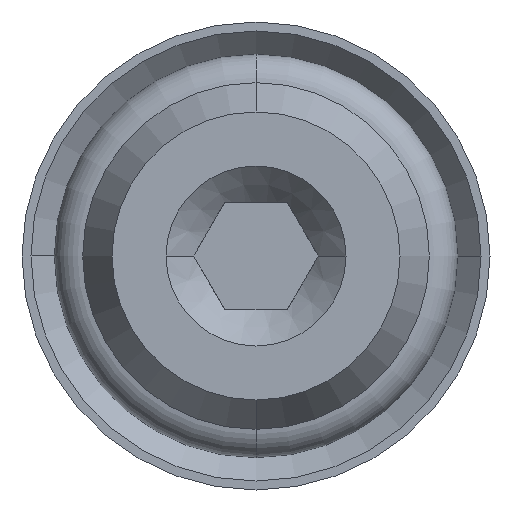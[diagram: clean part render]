
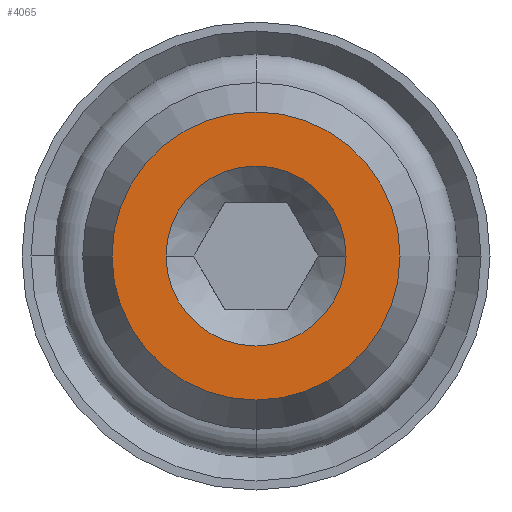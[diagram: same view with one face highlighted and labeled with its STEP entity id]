
A CAD part, front view. The second image highlights one B-rep face of the part: STEP entity #4065.
In plain terms, the highlighted planar face has unit normal (0, -1, 0).
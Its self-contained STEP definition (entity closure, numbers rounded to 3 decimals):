
#679 = EDGE_CURVE ( 'NONE', #3641, #3642, #2579, .T. ) ;
#680 = EDGE_CURVE ( 'NONE', #3647, #3656, #2581, .T. ) ;
#705 = EDGE_CURVE ( 'NONE', #3642, #3641, #2606, .T. ) ;
#710 = EDGE_CURVE ( 'NONE', #3656, #3647, #2612, .T. ) ;
#902 = AXIS2_PLACEMENT_3D ( 'NONE', #1068, #1069, #1070 ) ;
#1061 = PLANE ( 'NONE',  #902 ) ;
#1068 = CARTESIAN_POINT ( 'NONE',  ( 0., 0., 0. ) ) ;
#1069 = DIRECTION ( 'NONE',  ( 0., -1., 0. ) ) ;
#1070 = DIRECTION ( 'NONE',  ( 0., 0., -1. ) ) ;
#1517 = CARTESIAN_POINT ( 'NONE',  ( 2.5, 0., 0. ) ) ;
#1518 = CARTESIAN_POINT ( 'NONE',  ( -2.5, 0., 0. ) ) ;
#1523 = CARTESIAN_POINT ( 'NONE',  ( 0., 0., 4. ) ) ;
#1532 = CARTESIAN_POINT ( 'NONE',  ( 0., 0., -4. ) ) ;
#2579 = CIRCLE ( 'NONE', #2747, 2.5 ) ;
#2581 = CIRCLE ( 'NONE', #2748, 4. ) ;
#2606 = CIRCLE ( 'NONE', #2765, 2.5 ) ;
#2612 = CIRCLE ( 'NONE', #2766, 4. ) ;
#2747 = AXIS2_PLACEMENT_3D ( 'NONE', #3156, #3155, #3154 ) ;
#2748 = AXIS2_PLACEMENT_3D ( 'NONE', #3153, #3152, #3151 ) ;
#2765 = AXIS2_PLACEMENT_3D ( 'NONE', #3062, #3061, #3060 ) ;
#2766 = AXIS2_PLACEMENT_3D ( 'NONE', #3041, #3040, #3039 ) ;
#3039 = DIRECTION ( 'NONE',  ( 0., 0., -1. ) ) ;
#3040 = DIRECTION ( 'NONE',  ( 0., -1., 0. ) ) ;
#3041 = CARTESIAN_POINT ( 'NONE',  ( 0., 0., 0. ) ) ;
#3060 = DIRECTION ( 'NONE',  ( 1., 0., 0. ) ) ;
#3061 = DIRECTION ( 'NONE',  ( 0., -1., 0. ) ) ;
#3062 = CARTESIAN_POINT ( 'NONE',  ( 0., 0., 0. ) ) ;
#3151 = DIRECTION ( 'NONE',  ( 0., 0., -1. ) ) ;
#3152 = DIRECTION ( 'NONE',  ( 0., -1., 0. ) ) ;
#3153 = CARTESIAN_POINT ( 'NONE',  ( 0., 0., 0. ) ) ;
#3154 = DIRECTION ( 'NONE',  ( 1., 0., 0. ) ) ;
#3155 = DIRECTION ( 'NONE',  ( 0., -1., 0. ) ) ;
#3156 = CARTESIAN_POINT ( 'NONE',  ( 0., 0., 0. ) ) ;
#3390 = FACE_BOUND ( 'NONE', #3672, .T. ) ;
#3391 = FACE_OUTER_BOUND ( 'NONE', #3670, .T. ) ;
#3438 = ORIENTED_EDGE ( 'NONE', *, *, #710, .T. ) ;
#3439 = ORIENTED_EDGE ( 'NONE', *, *, #680, .T. ) ;
#3440 = ORIENTED_EDGE ( 'NONE', *, *, #705, .F. ) ;
#3441 = ORIENTED_EDGE ( 'NONE', *, *, #679, .F. ) ;
#3641 = VERTEX_POINT ( 'NONE', #1517 ) ;
#3642 = VERTEX_POINT ( 'NONE', #1518 ) ;
#3647 = VERTEX_POINT ( 'NONE', #1523 ) ;
#3656 = VERTEX_POINT ( 'NONE', #1532 ) ;
#3670 = EDGE_LOOP ( 'NONE', ( #3439, #3438 ) ) ;
#3672 = EDGE_LOOP ( 'NONE', ( #3441, #3440 ) ) ;
#4065 = ADVANCED_FACE ( 'NONE', ( #3390, #3391 ), #1061, .T. ) ;
